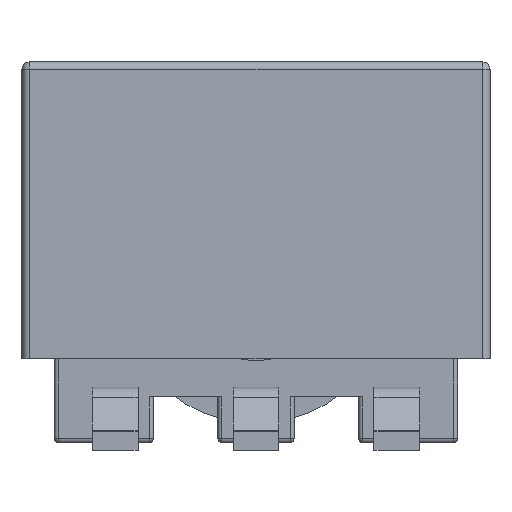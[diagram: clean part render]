
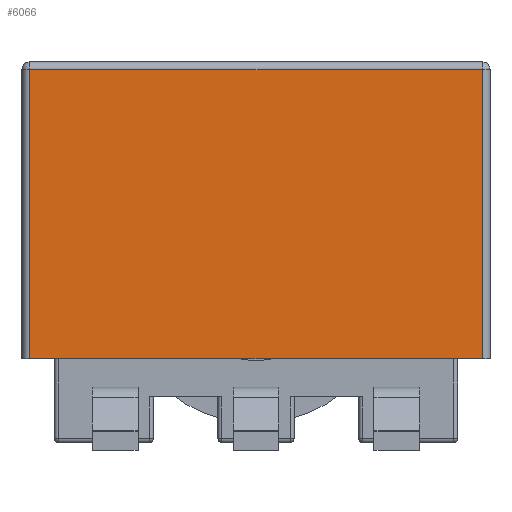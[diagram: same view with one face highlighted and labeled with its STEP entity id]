
A CAD part, left-side view. The second image highlights one B-rep face of the part: STEP entity #6066.
In plain terms, the highlighted face is planar.
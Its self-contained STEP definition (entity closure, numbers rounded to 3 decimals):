
#1584=ORIENTED_EDGE('',*,*,#2233,.F.);
#1585=ORIENTED_EDGE('',*,*,#2234,.F.);
#1586=ORIENTED_EDGE('',*,*,#2228,.F.);
#1587=ORIENTED_EDGE('',*,*,#2235,.F.);
#2228=EDGE_CURVE('',#2624,#2625,#3044,.T.);
#2233=EDGE_CURVE('',#2626,#2627,#3045,.T.);
#2234=EDGE_CURVE('',#2625,#2626,#3046,.T.);
#2235=EDGE_CURVE('',#2627,#2624,#3047,.T.);
#2624=VERTEX_POINT('',#9156);
#2625=VERTEX_POINT('',#9158);
#2626=VERTEX_POINT('',#9168);
#2627=VERTEX_POINT('',#9169);
#3044=LINE('',#9157,#3464);
#3045=LINE('',#9167,#3465);
#3046=LINE('',#9170,#3466);
#3047=LINE('',#9171,#3467);
#3464=VECTOR('',#7789,1000.);
#3465=VECTOR('',#7806,1000.);
#3466=VECTOR('',#7807,1000.);
#3467=VECTOR('',#7808,1000.);
#3717=EDGE_LOOP('',(#1584,#1585,#1586,#1587));
#3973=FACE_BOUND('',#3717,.T.);
#4100=PLANE('',#6511);
#6066=ADVANCED_FACE('',(#3973),#4100,.F.);
#6511=AXIS2_PLACEMENT_3D('',#9166,#7804,#7805);
#7789=DIRECTION('',(-1.,0.,0.));
#7804=DIRECTION('',(0.,1.,0.));
#7805=DIRECTION('',(0.,0.,-1.));
#7806=DIRECTION('',(1.,0.,0.));
#7807=DIRECTION('',(0.,0.,1.));
#7808=DIRECTION('',(0.,0.,-1.));
#9156=CARTESIAN_POINT('',(2.975,-2.85,-0.95));
#9157=CARTESIAN_POINT('',(3.075,-2.85,-0.95));
#9158=CARTESIAN_POINT('',(-2.975,-2.85,-0.95));
#9166=CARTESIAN_POINT('',(3.075,-2.85,-0.95));
#9167=CARTESIAN_POINT('',(-3.075,-2.85,2.85));
#9168=CARTESIAN_POINT('',(-2.975,-2.85,2.85));
#9169=CARTESIAN_POINT('',(2.975,-2.85,2.85));
#9170=CARTESIAN_POINT('',(-2.975,-2.85,-0.95));
#9171=CARTESIAN_POINT('',(2.975,-2.85,2.95));
